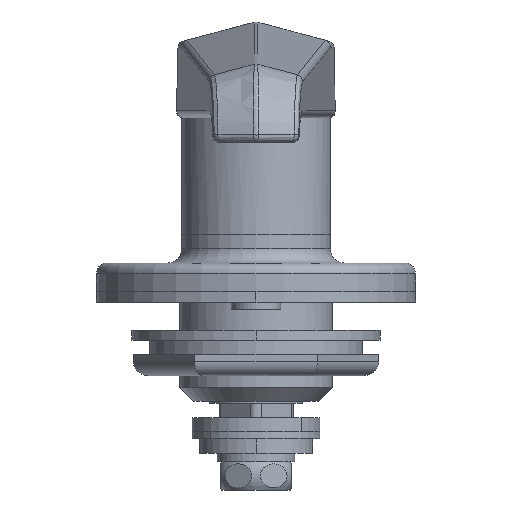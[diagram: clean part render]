
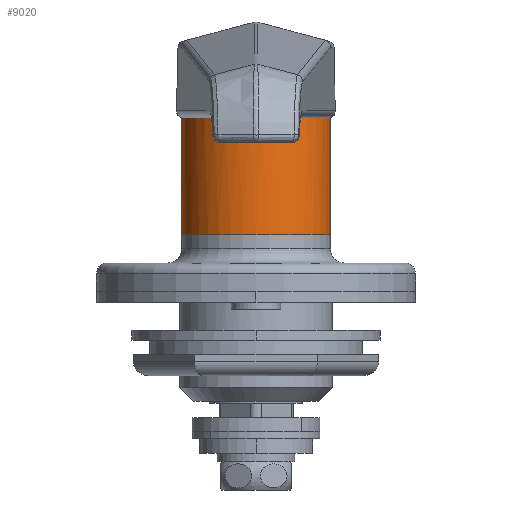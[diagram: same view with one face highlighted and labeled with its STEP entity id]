
A CAD part, front view. The second image highlights one B-rep face of the part: STEP entity #9020.
In plain terms, the highlighted cylindrical face has radius 10.5 mm (diameter 21 mm), a partial arc.
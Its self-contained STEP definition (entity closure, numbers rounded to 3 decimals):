
#70 = CYLINDRICAL_SURFACE ( 'NONE', #10648, 10.5 ) ;
#124 = CARTESIAN_POINT ( 'NONE',  ( 10.429, -1.219, 0.035 ) ) ;
#175 = LINE ( 'NONE', #7697, #8865 ) ;
#506 = EDGE_LOOP ( 'NONE', ( #10299, #4614, #5288, #7128, #11956, #7267, #7997, #6982 ) ) ;
#602 = EDGE_CURVE ( 'NONE', #3627, #2668, #12027, .T. ) ;
#610 = DIRECTION ( 'NONE',  ( 0., 0., 1. ) ) ;
#697 = CARTESIAN_POINT ( 'NONE',  ( -10.429, -1.219, 0.035 ) ) ;
#752 = CARTESIAN_POINT ( 'NONE',  ( -10.5, -0.407, 0.042 ) ) ;
#989 = CARTESIAN_POINT ( 'NONE',  ( 0., 0., 2. ) ) ;
#1270 = CARTESIAN_POINT ( 'NONE',  ( 10.04, -3.073, 0. ) ) ;
#1331 = CARTESIAN_POINT ( 'NONE',  ( -10.5, 0., 0.039 ) ) ;
#1362 = B_SPLINE_CURVE_WITH_KNOTS ( 'NONE', 3,
 ( #6258, #11676, #4273, #5325 ),
 .UNSPECIFIED., .F., .F.,
 ( 4, 4 ),
 ( 0., 0.001 ),
 .UNSPECIFIED. ) ;
#1495 = EDGE_CURVE ( 'NONE', #11594, #3627, #175, .T. ) ;
#1509 = DIRECTION ( 'NONE',  ( 0., 0., 1. ) ) ;
#1871 = DIRECTION ( 'NONE',  ( 0., 0., 1. ) ) ;
#1985 = CARTESIAN_POINT ( 'NONE',  ( 10.356, -1.846, 0.027 ) ) ;
#2042 = CIRCLE ( 'NONE', #9682, 10.5 ) ;
#2049 = CARTESIAN_POINT ( 'NONE',  ( -10.04, -3.073, 0. ) ) ;
#2185 = VERTEX_POINT ( 'NONE', #2049 ) ;
#2550 = CARTESIAN_POINT ( 'NONE',  ( -10.476, -0.813, 0.041 ) ) ;
#2668 = VERTEX_POINT ( 'NONE', #5397 ) ;
#2919 = DIRECTION ( 'NONE',  ( 0., 0., 1. ) ) ;
#3209 = CARTESIAN_POINT ( 'NONE',  ( 0., 0., -16.5 ) ) ;
#3386 = VECTOR ( 'NONE', #1509, 1000. ) ;
#3627 = VERTEX_POINT ( 'NONE', #1331 ) ;
#3784 = EDGE_CURVE ( 'NONE', #2668, #2185, #11170, .T. ) ;
#3835 = CARTESIAN_POINT ( 'NONE',  ( 0., 0., 0. ) ) ;
#4273 = CARTESIAN_POINT ( 'NONE',  ( 10.5, -0.407, 0.042 ) ) ;
#4333 = CARTESIAN_POINT ( 'NONE',  ( -10.355, -1.851, 0.027 ) ) ;
#4356 = DIRECTION ( 'NONE',  ( 1., 0., 0. ) ) ;
#4614 = ORIENTED_EDGE ( 'NONE', *, *, #9399, .T. ) ;
#4945 = DIRECTION ( 'NONE',  ( 0., 0., 1. ) ) ;
#5288 = ORIENTED_EDGE ( 'NONE', *, *, #7154, .T. ) ;
#5325 = CARTESIAN_POINT ( 'NONE',  ( 10.5, 0., 0.039 ) ) ;
#5397 = CARTESIAN_POINT ( 'NONE',  ( -10.429, -1.219, 0.035 ) ) ;
#6258 = CARTESIAN_POINT ( 'NONE',  ( 10.429, -1.219, 0.035 ) ) ;
#6323 = EDGE_CURVE ( 'NONE', #7062, #8568, #7981, .T. ) ;
#6542 = DIRECTION ( 'NONE',  ( 1., 0., 0. ) ) ;
#6604 = FACE_OUTER_BOUND ( 'NONE', #506, .T. ) ;
#6982 = ORIENTED_EDGE ( 'NONE', *, *, #602, .F. ) ;
#7062 = VERTEX_POINT ( 'NONE', #1270 ) ;
#7128 = ORIENTED_EDGE ( 'NONE', *, *, #11217, .F. ) ;
#7154 = EDGE_CURVE ( 'NONE', #7416, #10493, #9930, .T. ) ;
#7184 = CARTESIAN_POINT ( 'NONE',  ( -10.429, -1.219, 0.035 ) ) ;
#7267 = ORIENTED_EDGE ( 'NONE', *, *, #8381, .F. ) ;
#7416 = VERTEX_POINT ( 'NONE', #7895 ) ;
#7697 = CARTESIAN_POINT ( 'NONE',  ( -10.5, 0., 2. ) ) ;
#7766 = CARTESIAN_POINT ( 'NONE',  ( 10.227, -2.464, 0. ) ) ;
#7895 = CARTESIAN_POINT ( 'NONE',  ( 10.5, 0., -16.5 ) ) ;
#7981 = B_SPLINE_CURVE_WITH_KNOTS ( 'NONE', 3,
 ( #9470, #7766, #1985, #124 ),
 .UNSPECIFIED., .F., .F.,
 ( 4, 4 ),
 ( 0.01, 0.012 ),
 .UNSPECIFIED. ) ;
#7997 = ORIENTED_EDGE ( 'NONE', *, *, #3784, .F. ) ;
#8021 = CARTESIAN_POINT ( 'NONE',  ( -10.5, 0., -16.5 ) ) ;
#8381 = EDGE_CURVE ( 'NONE', #2185, #7062, #2042, .T. ) ;
#8568 = VERTEX_POINT ( 'NONE', #9112 ) ;
#8865 = VECTOR ( 'NONE', #1871, 1000. ) ;
#9017 = CARTESIAN_POINT ( 'NONE',  ( 10.5, 0., 2. ) ) ;
#9020 = ADVANCED_FACE ( 'NONE', ( #6604 ), #70, .T. ) ;
#9021 = CARTESIAN_POINT ( 'NONE',  ( -10.04, -3.073, 0. ) ) ;
#9112 = CARTESIAN_POINT ( 'NONE',  ( 10.429, -1.219, 0.035 ) ) ;
#9130 = CARTESIAN_POINT ( 'NONE',  ( 10.5, 0., 0.039 ) ) ;
#9155 = CARTESIAN_POINT ( 'NONE',  ( -10.225, -2.469, 0. ) ) ;
#9190 = CARTESIAN_POINT ( 'NONE',  ( -10.5, 0., 0.039 ) ) ;
#9317 = CIRCLE ( 'NONE', #11431, 10.5 ) ;
#9399 = EDGE_CURVE ( 'NONE', #11594, #7416, #9317, .T. ) ;
#9470 = CARTESIAN_POINT ( 'NONE',  ( 10.04, -3.073, 0. ) ) ;
#9682 = AXIS2_PLACEMENT_3D ( 'NONE', #3835, #2919, #10149 ) ;
#9930 = LINE ( 'NONE', #9017, #3386 ) ;
#10149 = DIRECTION ( 'NONE',  ( -1., 0., 0. ) ) ;
#10299 = ORIENTED_EDGE ( 'NONE', *, *, #1495, .F. ) ;
#10493 = VERTEX_POINT ( 'NONE', #9130 ) ;
#10648 = AXIS2_PLACEMENT_3D ( 'NONE', #989, #4945, #6542 ) ;
#11170 = B_SPLINE_CURVE_WITH_KNOTS ( 'NONE', 3,
 ( #7184, #4333, #9155, #9021 ),
 .UNSPECIFIED., .F., .F.,
 ( 4, 4 ),
 ( 0.002, 0.004 ),
 .UNSPECIFIED. ) ;
#11217 = EDGE_CURVE ( 'NONE', #8568, #10493, #1362, .T. ) ;
#11431 = AXIS2_PLACEMENT_3D ( 'NONE', #3209, #610, #4356 ) ;
#11594 = VERTEX_POINT ( 'NONE', #8021 ) ;
#11676 = CARTESIAN_POINT ( 'NONE',  ( 10.476, -0.813, 0.041 ) ) ;
#11956 = ORIENTED_EDGE ( 'NONE', *, *, #6323, .F. ) ;
#12027 = B_SPLINE_CURVE_WITH_KNOTS ( 'NONE', 3,
 ( #9190, #752, #2550, #697 ),
 .UNSPECIFIED., .F., .F.,
 ( 4, 4 ),
 ( 0.003, 0.004 ),
 .UNSPECIFIED. ) ;
